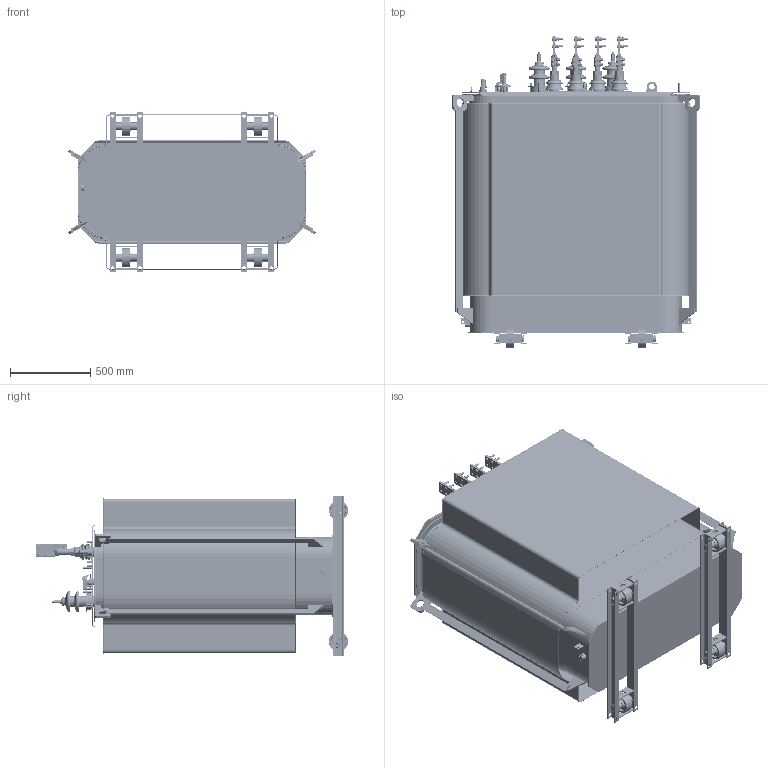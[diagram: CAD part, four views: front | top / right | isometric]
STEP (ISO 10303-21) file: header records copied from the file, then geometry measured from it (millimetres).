
FILE_DESCRIPTION(/* description */ (''),/* implementation_level */ '2;1');
FILE_NAME(/* name */ 'ТМГ 12_1000.stp',/* time_stamp */ '2018-09-28T13:40:03+03:00',/* author */ ('54405'),/* organization */ (''),/* preprocessor_version */ 'ST-DEVELOPER v15.2',/* originating_system */ 'Autodesk Inventor 2014',/* authorisation */ '');
FILE_SCHEMA (('AUTOMOTIVE_DESIGN { 1 0 10303 214 3 1 1 }'));
Products named in the file (1): ТМГ 12_1000
Bounding box: 1545.78 x 1949.98 x 994 mm (x, y, z)
Volume: 29230300.8 mm3; surface area: 23045088.1 mm2
Topology: 34 solids, 62 shells, 5202 faces, 12958 edges, 8314 vertices
Faces by surface type: plane 2644, cylinder 1096, bspline 744, cone 397, torus 270, sphere 51
Full cylindrical faces by diameter (mm): 1.6 x3, 1.827 x2, 3.1 x2, 3.96 x1, 4 x5, 4.134 x1, 4.5 x3, 4.917 x2, 4.95 x1, 5 x1, 5.3 x1, 5.5 x1, 6 x21, 6.2 x5, 6.5 x1, 7.1 x2, 7.5 x1, 7.92 x3, 8 x7, 8.4 x6, 8.746 x17, 9 x4, 10 x22, 10.8 x3, 11 x1, 11.88 x24, 12 x54, 12.5 x3, 13 x69, 13.9 x1
Entity records: 181983 total; most frequent: CARTESIAN_POINT 65055, ORIENTED_EDGE 23164, DIRECTION 20383, EDGE_CURVE 11594, VERTEX_POINT 8069, AXIS2_PLACEMENT_3D 7382, EDGE_LOOP 7188, LINE 5619
